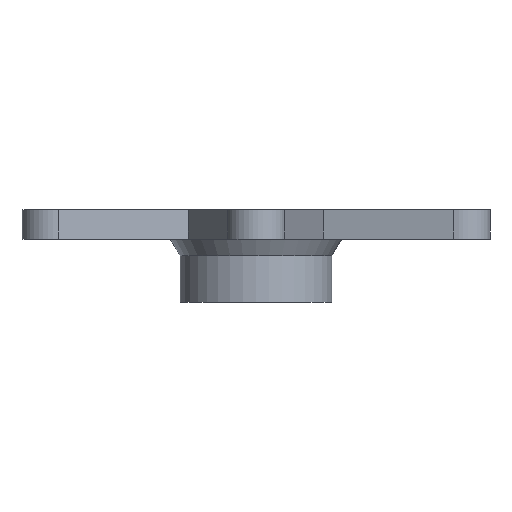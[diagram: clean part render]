
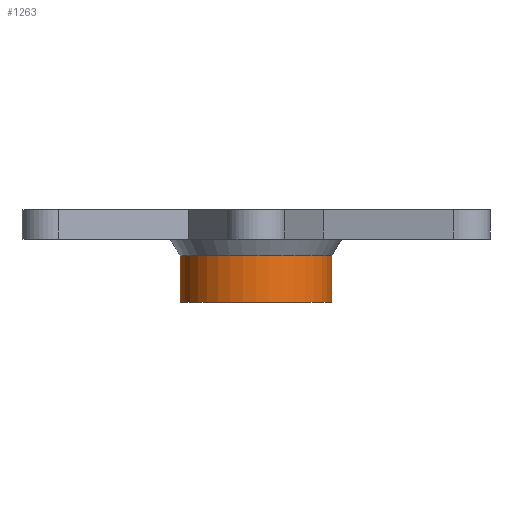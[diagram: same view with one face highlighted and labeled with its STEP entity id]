
A CAD part, front view. The second image highlights one B-rep face of the part: STEP entity #1263.
In plain terms, the highlighted cylindrical face has radius 4.5 mm (diameter 9 mm), a partial arc.
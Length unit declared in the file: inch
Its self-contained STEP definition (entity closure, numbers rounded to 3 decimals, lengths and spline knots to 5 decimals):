
#30 = CARTESIAN_POINT ( 'NONE',  ( -0.22638, 0., -0.03937 ) ) ;
#274 = DIRECTION ( 'NONE',  ( 0., 0., -1. ) ) ;
#348 = LINE ( 'NONE', #947, #1084 ) ;
#436 = CARTESIAN_POINT ( 'NONE',  ( -0.58071, 0., -0.14764 ) ) ;
#479 = DIRECTION ( 'NONE',  ( 0., 0., 1. ) ) ;
#683 = AXIS2_PLACEMENT_3D ( 'NONE', #3871, #1283, #3525 ) ;
#947 = CARTESIAN_POINT ( 'NONE',  ( -0.58071, 0., -0.14764 ) ) ;
#1084 = VECTOR ( 'NONE', #1903, 39.37008 ) ;
#1237 = AXIS2_PLACEMENT_3D ( 'NONE', #2178, #274, #2492 ) ;
#1263 = ADVANCED_FACE ( 'NONE', ( #2191 ), #3832, .T. ) ;
#1283 = DIRECTION ( 'NONE',  ( 0., 0., 1. ) ) ;
#1413 = AXIS2_PLACEMENT_3D ( 'NONE', #1432, #479, #4039 ) ;
#1432 = CARTESIAN_POINT ( 'NONE',  ( -0.40354, 0., -0.14764 ) ) ;
#1644 = ORIENTED_EDGE ( 'NONE', *, *, #2584, .T. ) ;
#1748 = VECTOR ( 'NONE', #3544, 39.37008 ) ;
#1803 = EDGE_LOOP ( 'NONE', ( #3747, #2032, #1644, #3970 ) ) ;
#1811 = EDGE_CURVE ( 'NONE', #3085, #1856, #3995, .T. ) ;
#1856 = VERTEX_POINT ( 'NONE', #4178 ) ;
#1870 = EDGE_CURVE ( 'NONE', #3183, #1856, #348, .T. ) ;
#1903 = DIRECTION ( 'NONE',  ( 0., 0., 1. ) ) ;
#1968 = VERTEX_POINT ( 'NONE', #2944 ) ;
#2032 = ORIENTED_EDGE ( 'NONE', *, *, #2591, .T. ) ;
#2178 = CARTESIAN_POINT ( 'NONE',  ( -0.40354, 0., -0.03937 ) ) ;
#2191 = FACE_OUTER_BOUND ( 'NONE', #1803, .T. ) ;
#2492 = DIRECTION ( 'NONE',  ( 1., 0., 0. ) ) ;
#2584 = EDGE_CURVE ( 'NONE', #1968, #3085, #3694, .T. ) ;
#2591 = EDGE_CURVE ( 'NONE', #3183, #1968, #3473, .T. ) ;
#2891 = CARTESIAN_POINT ( 'NONE',  ( -0.22638, 0., -0.14764 ) ) ;
#2944 = CARTESIAN_POINT ( 'NONE',  ( -0.22638, 0., -0.14764 ) ) ;
#3085 = VERTEX_POINT ( 'NONE', #30 ) ;
#3183 = VERTEX_POINT ( 'NONE', #436 ) ;
#3473 = CIRCLE ( 'NONE', #683, 0.17717 ) ;
#3525 = DIRECTION ( 'NONE',  ( 1., 0., 0. ) ) ;
#3544 = DIRECTION ( 'NONE',  ( 0., 0., 1. ) ) ;
#3694 = LINE ( 'NONE', #2891, #1748 ) ;
#3747 = ORIENTED_EDGE ( 'NONE', *, *, #1870, .F. ) ;
#3832 = CYLINDRICAL_SURFACE ( 'NONE', #1413, 0.17717 ) ;
#3871 = CARTESIAN_POINT ( 'NONE',  ( -0.40354, 0., -0.14764 ) ) ;
#3970 = ORIENTED_EDGE ( 'NONE', *, *, #1811, .T. ) ;
#3995 = CIRCLE ( 'NONE', #1237, 0.17717 ) ;
#4039 = DIRECTION ( 'NONE',  ( 1., 0., 0. ) ) ;
#4178 = CARTESIAN_POINT ( 'NONE',  ( -0.58071, 0., -0.03937 ) ) ;
